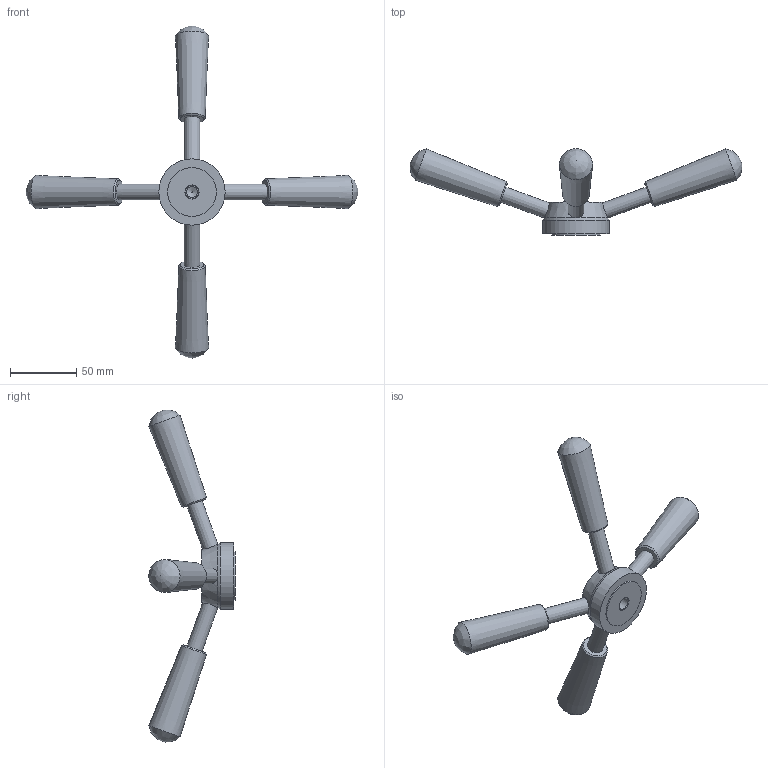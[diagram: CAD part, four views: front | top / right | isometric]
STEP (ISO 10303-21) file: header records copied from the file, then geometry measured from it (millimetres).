
FILE_DESCRIPTION(/* description */ (''),/* implementation_level */ '2;1');
FILE_NAME(/* name */ 'FA125.dxf',/* time_stamp */ '2012-11-23T15:45:53+08:00',/* author */ (''),/* organization */ (''),/* preprocessor_version */ 'ST-DEVELOPER v9',/* originating_system */ 'UGS - NX 4.0',/* authorisation */ '');
FILE_SCHEMA (('CONFIG_CONTROL_DESIGN'));
Length unit declared in the file: millimetre
Products named in the file (1): Admi4EE0xk81
Bounding box: 249.66 x 64.94 x 249.66 mm (x, y, z)
Volume: 170563.6 mm3; surface area: 34349.9 mm2
Topology: 1 solids, 1 shells, 33 faces, 65 edges, 37 vertices
Faces by surface type: cone 16, plane 9, cylinder 4, bspline 4
Full cylindrical faces by diameter (mm): 8.475 x1, 9.646 x1, 36.646 x1, 49.783 x1
Entity records: 937 total; most frequent: CARTESIAN_POINT 306, DIRECTION 114, ORIENTED_EDGE 72, EDGE_LOOP 60, AXIS2_PLACEMENT_3D 57, FACE_BOUND 39, VERTEX_POINT 36, EDGE_CURVE 36
